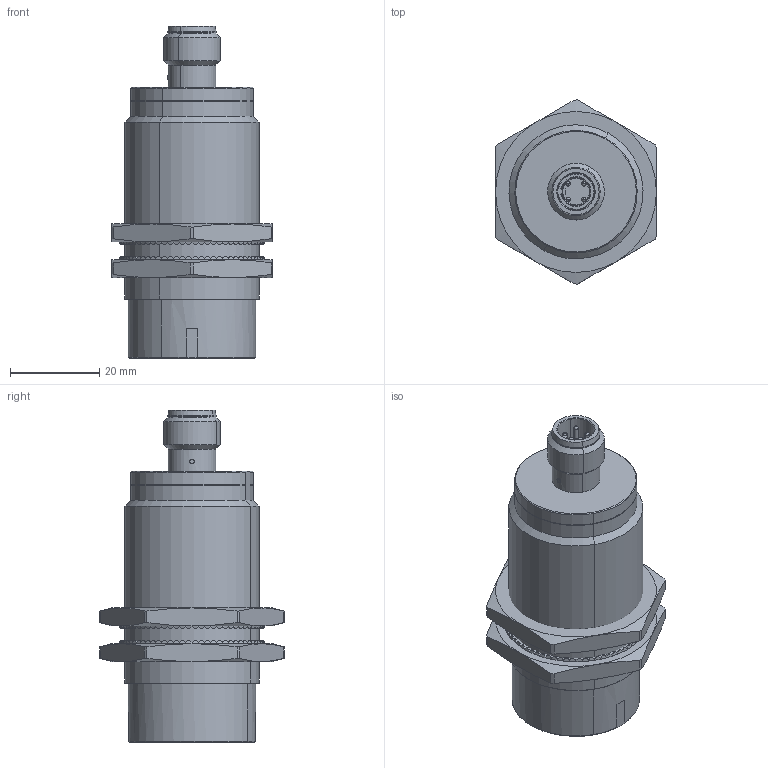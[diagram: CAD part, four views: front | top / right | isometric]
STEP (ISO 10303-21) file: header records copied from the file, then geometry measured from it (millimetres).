
FILE_DESCRIPTION(('STEP AP242'),'1');
FILE_NAME('xs2m30ma250k.stp','2019-11-19T05:52:22',('TraceParts'),('TraceParts S.A.'),'Spatial InterOp 3D',' ',' ');
FILE_SCHEMA(('AP242_MANAGED_MODEL_BASED_3D_ENGINEERING_MIM_LF {1 0 10303 442 1 1 4}'));
Length unit declared in the file: millimetre
Products named in the file (1): xs2m30ma250k_1
Bounding box: 36 x 41.27 x 74.3 mm (x, y, z)
Volume: 11894.7 mm3; surface area: 19449.1 mm2
Topology: 6 solids, 6 shells, 636 faces, 1766 edges, 1145 vertices
Faces by surface type: plane 492, cone 61, cylinder 61, sphere 12, torus 8, bspline 2
Entity records: 26485 total; most frequent: CARTESIAN_POINT 5960, ORIENTED_EDGE 3508, DIRECTION 2876, EDGE_CURVE 1754, AXIS2_PLACEMENT_3D 1150, VERTEX_POINT 1145, B_SPLINE_CURVE_WITH_KNOTS 668, EDGE_LOOP 657
